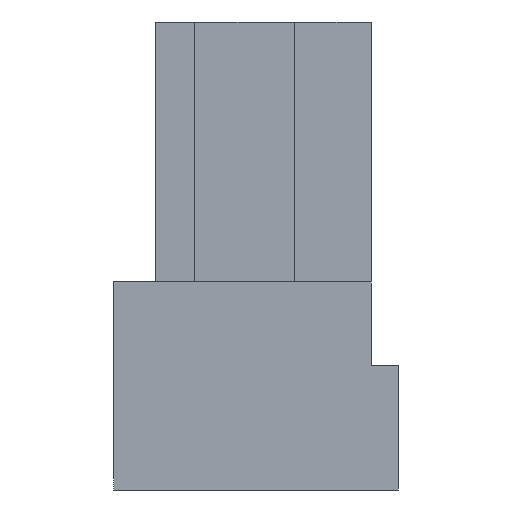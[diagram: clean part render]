
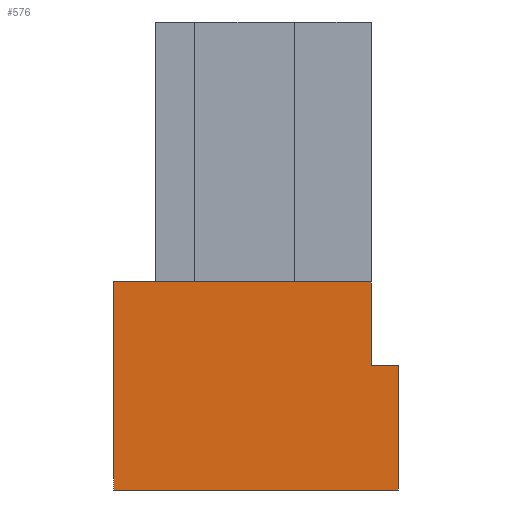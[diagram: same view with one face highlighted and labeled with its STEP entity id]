
A CAD part, left-side view. The second image highlights one B-rep face of the part: STEP entity #576.
In plain terms, the highlighted planar face has unit normal (-1, 0, 0).
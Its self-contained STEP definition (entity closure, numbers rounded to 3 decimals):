
#117 = VERTEX_POINT ( 'NONE', #1123 ) ;
#198 = VERTEX_POINT ( 'NONE', #1387 ) ;
#200 = EDGE_CURVE ( 'NONE', #346, #198, #1386, .T. ) ;
#203 = VERTEX_POINT ( 'NONE', #1378 ) ;
#205 = EDGE_CURVE ( 'NONE', #198, #203, #1377, .T. ) ;
#304 = EDGE_CURVE ( 'NONE', #203, #117, #1587, .T. ) ;
#346 = VERTEX_POINT ( 'NONE', #1677 ) ;
#348 = EDGE_CURVE ( 'NONE', #415, #346, #1676, .T. ) ;
#415 = VERTEX_POINT ( 'NONE', #2713 ) ;
#417 = EDGE_CURVE ( 'NONE', #418, #415, #2729, .T. ) ;
#418 = VERTEX_POINT ( 'NONE', #2725 ) ;
#518 = EDGE_CURVE ( 'NONE', #117, #418, #1823, .T. ) ;
#561 = ORIENTED_EDGE ( 'NONE', *, *, #417, .T. ) ;
#562 = ORIENTED_EDGE ( 'NONE', *, *, #348, .T. ) ;
#563 = ORIENTED_EDGE ( 'NONE', *, *, #200, .T. ) ;
#564 = ORIENTED_EDGE ( 'NONE', *, *, #205, .T. ) ;
#576 = ADVANCED_FACE ( 'NONE', ( #1791 ), #1790, .T. ) ;
#577 = EDGE_LOOP ( 'NONE', ( #578, #579, #561, #562, #563, #564 ) ) ;
#578 = ORIENTED_EDGE ( 'NONE', *, *, #304, .T. ) ;
#579 = ORIENTED_EDGE ( 'NONE', *, *, #518, .T. ) ;
#1123 = CARTESIAN_POINT ( 'NONE',  ( -3.3, 0.13, 1. ) ) ;
#1375 = VECTOR ( 'NONE', #1420, 1000. ) ;
#1376 = CARTESIAN_POINT ( 'NONE',  ( -3.3, 0., 0.6 ) ) ;
#1377 = LINE ( 'NONE', #1376, #1375 ) ;
#1378 = CARTESIAN_POINT ( 'NONE',  ( -3.3, 0.13, 0.6 ) ) ;
#1383 = DIRECTION ( 'NONE',  ( 0., 0., 1. ) ) ;
#1384 = VECTOR ( 'NONE', #1383, 1000. ) ;
#1385 = CARTESIAN_POINT ( 'NONE',  ( -3.3, 0., 0. ) ) ;
#1386 = LINE ( 'NONE', #1385, #1384 ) ;
#1387 = CARTESIAN_POINT ( 'NONE',  ( -3.3, 0., 0.6 ) ) ;
#1420 = DIRECTION ( 'NONE',  ( 0., 1., 0. ) ) ;
#1584 = DIRECTION ( 'NONE',  ( 0., 0., 1. ) ) ;
#1585 = VECTOR ( 'NONE', #1584, 1000. ) ;
#1586 = CARTESIAN_POINT ( 'NONE',  ( -3.3, 0.13, 0.6 ) ) ;
#1587 = LINE ( 'NONE', #1586, #1585 ) ;
#1673 = DIRECTION ( 'NONE',  ( 0., -1., 0. ) ) ;
#1674 = VECTOR ( 'NONE', #1673, 1000. ) ;
#1675 = CARTESIAN_POINT ( 'NONE',  ( -3.3, 1.37, 0. ) ) ;
#1676 = LINE ( 'NONE', #1675, #1674 ) ;
#1677 = CARTESIAN_POINT ( 'NONE',  ( -3.3, 0., 0. ) ) ;
#1786 = DIRECTION ( 'NONE',  ( 0., 0., -1. ) ) ;
#1787 = DIRECTION ( 'NONE',  ( -1., 0., 0. ) ) ;
#1788 = CARTESIAN_POINT ( 'NONE',  ( -3.3, 1.37, 0. ) ) ;
#1789 = AXIS2_PLACEMENT_3D ( 'NONE', #1788, #1787, #1786 ) ;
#1790 = PLANE ( 'NONE',  #1789 ) ;
#1791 = FACE_OUTER_BOUND ( 'NONE', #577, .T. ) ;
#1820 = DIRECTION ( 'NONE',  ( 0., 1., 0. ) ) ;
#1821 = VECTOR ( 'NONE', #1820, 1000. ) ;
#1822 = CARTESIAN_POINT ( 'NONE',  ( -3.3, 1.17, 1. ) ) ;
#1823 = LINE ( 'NONE', #1822, #1821 ) ;
#2713 = CARTESIAN_POINT ( 'NONE',  ( -3.3, 1.37, 0. ) ) ;
#2725 = CARTESIAN_POINT ( 'NONE',  ( -3.3, 1.37, 1. ) ) ;
#2726 = DIRECTION ( 'NONE',  ( 0., 0., -1. ) ) ;
#2727 = VECTOR ( 'NONE', #2726, 1000. ) ;
#2728 = CARTESIAN_POINT ( 'NONE',  ( -3.3, 1.37, 1. ) ) ;
#2729 = LINE ( 'NONE', #2728, #2727 ) ;
